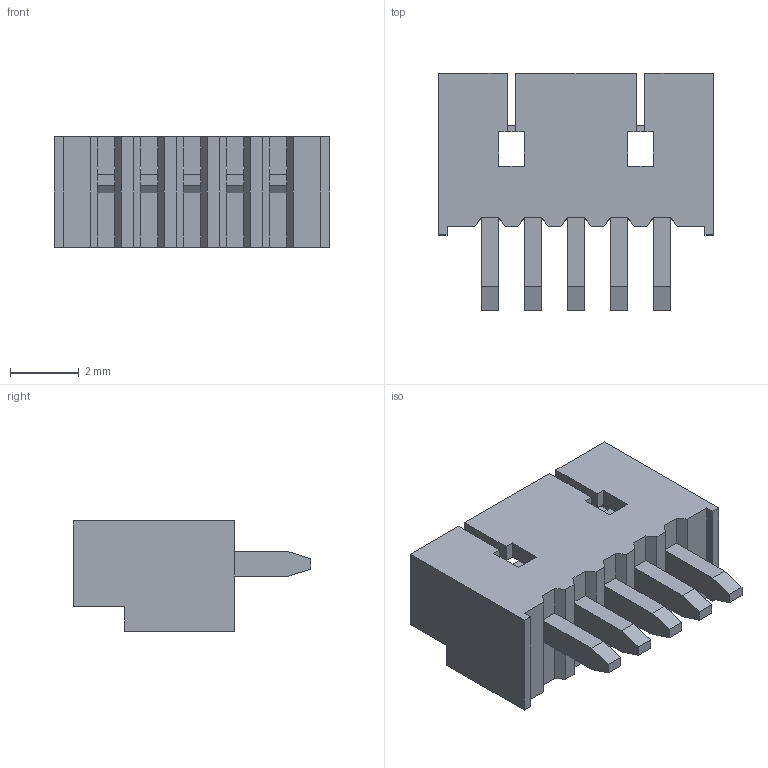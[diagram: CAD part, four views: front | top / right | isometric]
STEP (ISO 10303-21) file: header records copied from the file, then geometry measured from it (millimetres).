
FILE_DESCRIPTION(/* description */ (''),/* implementation_level */ '2;1');
FILE_NAME(/* name */ 'JST connector 1x5 P1.25mm thru hole wafer A2 v7.step',/* time_stamp */ '2021-06-10T19:07:06+10:00',/* author */ (''),/* organization */ (''),/* preprocessor_version */ 'ST-DEVELOPER v18.1',/* originating_system */ 'Autodesk Translation Framework v10.9.0.1377',/* authorisation */ '');
FILE_SCHEMA (('AUTOMOTIVE_DESIGN { 1 0 10303 214 3 1 1 }'));
Length unit declared in the file: millimetre
Products named in the file (2): JST connector 1x5  P1.25mm thru hole wafer A2; pins
Assembly tree (1 placements, depth 2):
  JST connector 1x5  P1.25mm thru hole wafer A2
    pins
Bounding box: 8 x 6.9 x 3.2 mm (x, y, z)
Volume: 49 mm3; surface area: 279.2 mm2
Topology: 6 solids, 6 shells, 155 faces, 404 edges, 256 vertices
Faces by surface type: plane 155
Entity records: 4690 total; most frequent: CARTESIAN_POINT 818, ORIENTED_EDGE 808, DIRECTION 720, LINE 404, VECTOR 404, EDGE_CURVE 404, VERTEX_POINT 256, EDGE_LOOP 164
